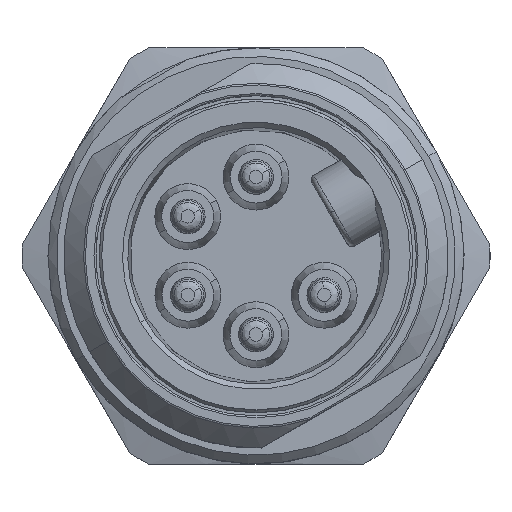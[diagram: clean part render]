
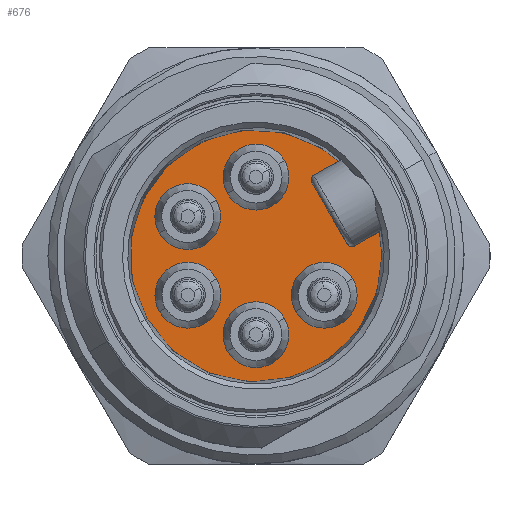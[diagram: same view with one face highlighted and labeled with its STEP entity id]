
A CAD part, top view. The second image highlights one B-rep face of the part: STEP entity #676.
In plain terms, the highlighted planar face has unit normal (0, 0, 1).
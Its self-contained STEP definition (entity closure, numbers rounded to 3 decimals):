
#406=AXIS2_PLACEMENT_3D('Circle Axis2P3D',#404,#405,$) ;
#431=AXIS2_PLACEMENT_3D('Circle Axis2P3D',#429,#430,$) ;
#556=AXIS2_PLACEMENT_3D('Plane Axis2P3D',#553,#554,#555) ;
#560=AXIS2_PLACEMENT_3D('Circle Axis2P3D',#558,#559,$) ;
#574=AXIS2_PLACEMENT_3D('Circle Axis2P3D',#572,#573,$) ;
#588=AXIS2_PLACEMENT_3D('Circle Axis2P3D',#586,#587,$) ;
#597=AXIS2_PLACEMENT_3D('Circle Axis2P3D',#595,#596,$) ;
#606=AXIS2_PLACEMENT_3D('Circle Axis2P3D',#604,#605,$) ;
#615=AXIS2_PLACEMENT_3D('Circle Axis2P3D',#613,#614,$) ;
#624=AXIS2_PLACEMENT_3D('Circle Axis2P3D',#622,#623,$) ;
#633=AXIS2_PLACEMENT_3D('Circle Axis2P3D',#631,#632,$) ;
#642=AXIS2_PLACEMENT_3D('Circle Axis2P3D',#640,#641,$) ;
#651=AXIS2_PLACEMENT_3D('Circle Axis2P3D',#649,#650,$) ;
#660=AXIS2_PLACEMENT_3D('Circle Axis2P3D',#658,#659,$) ;
#669=AXIS2_PLACEMENT_3D('Circle Axis2P3D',#667,#668,$) ;
#401=CARTESIAN_POINT('Vertex',(20.615,13.394,107.7)) ;
#404=CARTESIAN_POINT('Axis2P3D Location',(13.5,12.,107.7)) ;
#408=CARTESIAN_POINT('Vertex',(7.221,8.375,107.7)) ;
#429=CARTESIAN_POINT('Axis2P3D Location',(13.5,12.,107.7)) ;
#433=CARTESIAN_POINT('Vertex',(18.265,17.464,107.7)) ;
#455=CARTESIAN_POINT('Line Origine',(17.547,17.05,107.7)) ;
#459=CARTESIAN_POINT('Vertex',(16.828,16.635,107.7)) ;
#538=CARTESIAN_POINT('Vertex',(19.178,12.565,107.7)) ;
#541=CARTESIAN_POINT('Line Origine',(19.897,12.979,107.7)) ;
#553=CARTESIAN_POINT('Axis2P3D Location',(13.5,12.,107.7)) ;
#558=CARTESIAN_POINT('Axis2P3D Location',(19.028,12.825,107.7)) ;
#562=CARTESIAN_POINT('Vertex',(18.769,12.675,107.7)) ;
#565=CARTESIAN_POINT('Line Origine',(17.744,14.45,107.7)) ;
#569=CARTESIAN_POINT('Vertex',(16.719,16.225,107.7)) ;
#572=CARTESIAN_POINT('Axis2P3D Location',(16.978,16.375,107.7)) ;
#586=CARTESIAN_POINT('Axis2P3D Location',(9.562,14.27,107.7)) ;
#590=CARTESIAN_POINT('Vertex',(11.208,15.22,107.7)) ;
#592=CARTESIAN_POINT('Vertex',(7.917,13.32,107.7)) ;
#595=CARTESIAN_POINT('Axis2P3D Location',(9.562,14.27,107.7)) ;
#604=CARTESIAN_POINT('Axis2P3D Location',(9.573,9.732,107.7)) ;
#608=CARTESIAN_POINT('Vertex',(11.218,10.683,107.7)) ;
#610=CARTESIAN_POINT('Vertex',(7.927,8.782,107.7)) ;
#613=CARTESIAN_POINT('Axis2P3D Location',(9.573,9.732,107.7)) ;
#622=CARTESIAN_POINT('Axis2P3D Location',(13.497,7.455,107.7)) ;
#626=CARTESIAN_POINT('Vertex',(15.143,8.405,107.7)) ;
#628=CARTESIAN_POINT('Vertex',(11.852,6.505,107.7)) ;
#631=CARTESIAN_POINT('Axis2P3D Location',(13.497,7.455,107.7)) ;
#640=CARTESIAN_POINT('Axis2P3D Location',(13.503,16.545,107.7)) ;
#644=CARTESIAN_POINT('Vertex',(15.148,17.495,107.7)) ;
#646=CARTESIAN_POINT('Vertex',(11.857,15.595,107.7)) ;
#649=CARTESIAN_POINT('Axis2P3D Location',(13.503,16.545,107.7)) ;
#658=CARTESIAN_POINT('Axis2P3D Location',(17.438,9.73,107.7)) ;
#662=CARTESIAN_POINT('Vertex',(19.083,10.68,107.7)) ;
#664=CARTESIAN_POINT('Vertex',(15.792,8.78,107.7)) ;
#667=CARTESIAN_POINT('Axis2P3D Location',(17.438,9.73,107.7)) ;
#405=DIRECTION('Axis2P3D Direction',(0.,0.,1.)) ;
#430=DIRECTION('Axis2P3D Direction',(0.,0.,1.)) ;
#456=DIRECTION('Vector Direction',(0.866,0.5,0.)) ;
#542=DIRECTION('Vector Direction',(0.866,0.5,0.)) ;
#554=DIRECTION('Axis2P3D Direction',(0.,0.,-1.)) ;
#555=DIRECTION('Axis2P3D XDirection',(0.866,0.5,0.)) ;
#559=DIRECTION('Axis2P3D Direction',(0.,0.,-1.)) ;
#566=DIRECTION('Vector Direction',(0.5,-0.866,0.)) ;
#573=DIRECTION('Axis2P3D Direction',(0.,0.,-1.)) ;
#587=DIRECTION('Axis2P3D Direction',(0.,0.,-1.)) ;
#596=DIRECTION('Axis2P3D Direction',(0.,0.,-1.)) ;
#605=DIRECTION('Axis2P3D Direction',(0.,0.,-1.)) ;
#614=DIRECTION('Axis2P3D Direction',(0.,0.,-1.)) ;
#623=DIRECTION('Axis2P3D Direction',(0.,0.,-1.)) ;
#632=DIRECTION('Axis2P3D Direction',(0.,0.,-1.)) ;
#641=DIRECTION('Axis2P3D Direction',(0.,0.,-1.)) ;
#650=DIRECTION('Axis2P3D Direction',(0.,0.,-1.)) ;
#659=DIRECTION('Axis2P3D Direction',(0.,0.,-1.)) ;
#668=DIRECTION('Axis2P3D Direction',(0.,0.,-1.)) ;
#457=VECTOR('Line Direction',#456,1.) ;
#543=VECTOR('Line Direction',#542,1.) ;
#567=VECTOR('Line Direction',#566,1.) ;
#578=ORIENTED_EDGE('',*,*,#545,.F.) ;
#579=ORIENTED_EDGE('',*,*,#564,.T.) ;
#580=ORIENTED_EDGE('',*,*,#571,.F.) ;
#581=ORIENTED_EDGE('',*,*,#576,.T.) ;
#582=ORIENTED_EDGE('',*,*,#461,.T.) ;
#583=ORIENTED_EDGE('',*,*,#435,.T.) ;
#584=ORIENTED_EDGE('',*,*,#410,.T.) ;
#601=ORIENTED_EDGE('',*,*,#594,.T.) ;
#602=ORIENTED_EDGE('',*,*,#599,.T.) ;
#619=ORIENTED_EDGE('',*,*,#612,.T.) ;
#620=ORIENTED_EDGE('',*,*,#617,.T.) ;
#637=ORIENTED_EDGE('',*,*,#630,.T.) ;
#638=ORIENTED_EDGE('',*,*,#635,.T.) ;
#655=ORIENTED_EDGE('',*,*,#648,.T.) ;
#656=ORIENTED_EDGE('',*,*,#653,.T.) ;
#673=ORIENTED_EDGE('',*,*,#666,.T.) ;
#674=ORIENTED_EDGE('',*,*,#671,.T.) ;
#603=FACE_BOUND('',#600,.T.) ;
#621=FACE_BOUND('',#618,.T.) ;
#639=FACE_BOUND('',#636,.T.) ;
#657=FACE_BOUND('',#654,.T.) ;
#675=FACE_BOUND('',#672,.T.) ;
#676=ADVANCED_FACE('Hauptkoerper',(#585,#603,#621,#639,#657,#675),#557,.F.) ;
#407=CIRCLE('generated circle',#406,7.25) ;
#432=CIRCLE('generated circle',#431,7.25) ;
#561=CIRCLE('generated circle',#560,0.3) ;
#575=CIRCLE('generated circle',#574,0.3) ;
#589=CIRCLE('generated circle',#588,1.9) ;
#598=CIRCLE('generated circle',#597,1.9) ;
#607=CIRCLE('generated circle',#606,1.9) ;
#616=CIRCLE('generated circle',#615,1.9) ;
#625=CIRCLE('generated circle',#624,1.9) ;
#634=CIRCLE('generated circle',#633,1.9) ;
#643=CIRCLE('generated circle',#642,1.9) ;
#652=CIRCLE('generated circle',#651,1.9) ;
#661=CIRCLE('generated circle',#660,1.9) ;
#670=CIRCLE('generated circle',#669,1.9) ;
#410=EDGE_CURVE('',#409,#402,#407,.T.) ;
#435=EDGE_CURVE('',#434,#409,#432,.T.) ;
#461=EDGE_CURVE('',#460,#434,#458,.T.) ;
#545=EDGE_CURVE('',#539,#402,#544,.T.) ;
#564=EDGE_CURVE('',#539,#563,#561,.T.) ;
#571=EDGE_CURVE('',#570,#563,#568,.T.) ;
#576=EDGE_CURVE('',#570,#460,#575,.T.) ;
#594=EDGE_CURVE('',#591,#593,#589,.T.) ;
#599=EDGE_CURVE('',#593,#591,#598,.T.) ;
#612=EDGE_CURVE('',#609,#611,#607,.T.) ;
#617=EDGE_CURVE('',#611,#609,#616,.T.) ;
#630=EDGE_CURVE('',#627,#629,#625,.T.) ;
#635=EDGE_CURVE('',#629,#627,#634,.T.) ;
#648=EDGE_CURVE('',#645,#647,#643,.T.) ;
#653=EDGE_CURVE('',#647,#645,#652,.T.) ;
#666=EDGE_CURVE('',#663,#665,#661,.T.) ;
#671=EDGE_CURVE('',#665,#663,#670,.T.) ;
#577=EDGE_LOOP('',(#578,#579,#580,#581,#582,#583,#584)) ;
#600=EDGE_LOOP('',(#601,#602)) ;
#618=EDGE_LOOP('',(#619,#620)) ;
#636=EDGE_LOOP('',(#637,#638)) ;
#654=EDGE_LOOP('',(#655,#656)) ;
#672=EDGE_LOOP('',(#673,#674)) ;
#585=FACE_OUTER_BOUND('',#577,.T.) ;
#458=LINE('Line',#455,#457) ;
#544=LINE('Line',#541,#543) ;
#568=LINE('Line',#565,#567) ;
#557=PLANE('',#556) ;
#402=VERTEX_POINT('',#401) ;
#409=VERTEX_POINT('',#408) ;
#434=VERTEX_POINT('',#433) ;
#460=VERTEX_POINT('',#459) ;
#539=VERTEX_POINT('',#538) ;
#563=VERTEX_POINT('',#562) ;
#570=VERTEX_POINT('',#569) ;
#591=VERTEX_POINT('',#590) ;
#593=VERTEX_POINT('',#592) ;
#609=VERTEX_POINT('',#608) ;
#611=VERTEX_POINT('',#610) ;
#627=VERTEX_POINT('',#626) ;
#629=VERTEX_POINT('',#628) ;
#645=VERTEX_POINT('',#644) ;
#647=VERTEX_POINT('',#646) ;
#663=VERTEX_POINT('',#662) ;
#665=VERTEX_POINT('',#664) ;
